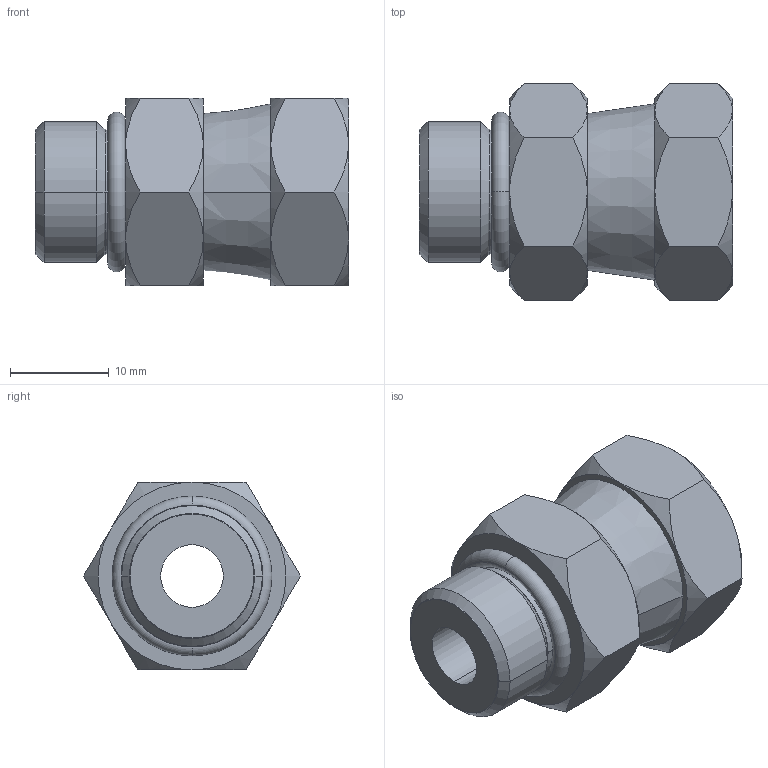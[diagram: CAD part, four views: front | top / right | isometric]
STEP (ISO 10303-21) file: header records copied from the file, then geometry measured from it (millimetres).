
FILE_DESCRIPTION((''),'2;1');
FILE_NAME('ILC30801666','2022-09-06T10:55:03',('rkuestersteffen'),(''),'CREO PARAMETRIC BY PTC INC, 2021164','CREO PARAMETRIC BY PTC INC, 2021164','');
FILE_SCHEMA(('AUTOMOTIVE_DESIGN { 1 0 10303 214 1 1 1 1 }'));
Length unit declared in the file: inch
Products named in the file (1): ILC30801666
Bounding box: 31.75 x 22 x 19.05 mm (x, y, z)
Volume: 5906.5 mm3; surface area: 4272.4 mm2
Topology: 2 solids, 4 shells, 71 faces, 154 edges, 90 vertices
Faces by surface type: cone 34, plane 19, cylinder 14, torus 4
Entity records: 2832 total; most frequent: CARTESIAN_POINT 651, DIRECTION 343, ORIENTED_EDGE 300, PRESENTATION_STYLE_ASSIGNMENT 165, STYLED_ITEM 161, CURVE_STYLE 157, EDGE_CURVE 154, AXIS2_PLACEMENT_3D 151
